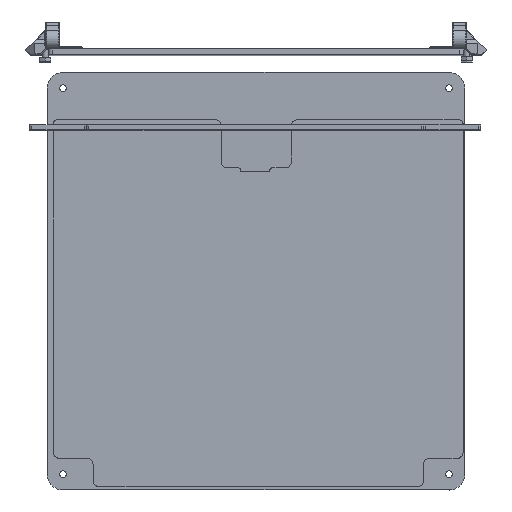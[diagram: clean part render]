
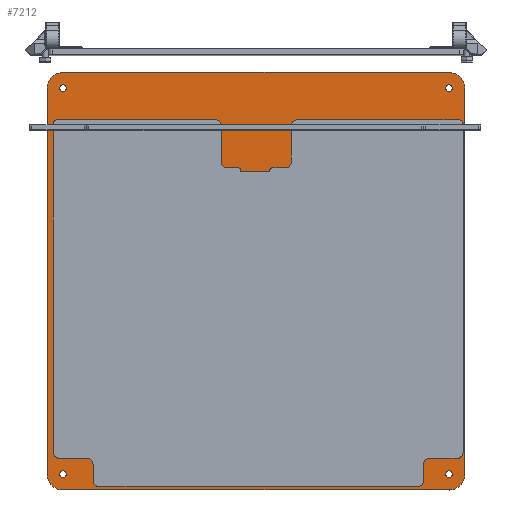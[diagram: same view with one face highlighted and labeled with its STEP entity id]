
A CAD part, top view. The second image highlights one B-rep face of the part: STEP entity #7212.
In plain terms, the highlighted planar face has unit normal (0, 0, 1).
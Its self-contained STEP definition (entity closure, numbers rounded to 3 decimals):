
#336=FACE_BOUND('',#1410,.T.);
#337=FACE_BOUND('',#1411,.T.);
#338=FACE_BOUND('',#1412,.T.);
#339=FACE_BOUND('',#1413,.T.);
#592=PLANE('',#8004);
#973=FACE_OUTER_BOUND('',#1409,.T.);
#1409=EDGE_LOOP('',(#6554,#6555,#6556,#6557,#6558,#6559,#6560,#6561));
#1410=EDGE_LOOP('',(#6562));
#1411=EDGE_LOOP('',(#6563));
#1412=EDGE_LOOP('',(#6564));
#1413=EDGE_LOOP('',(#6565));
#2117=LINE('',#12745,#2850);
#2118=LINE('',#12749,#2851);
#2119=LINE('',#12753,#2852);
#2120=LINE('',#12756,#2853);
#2850=VECTOR('',#9918,1000.);
#2851=VECTOR('',#9921,1000.);
#2852=VECTOR('',#9924,1000.);
#2853=VECTOR('',#9927,1000.);
#3081=CIRCLE('',#7989,1.7);
#3083=CIRCLE('',#7992,1.7);
#3085=CIRCLE('',#7995,1.7);
#3087=CIRCLE('',#7998,1.7);
#3092=CIRCLE('',#8005,8.);
#3093=CIRCLE('',#8006,8.);
#3094=CIRCLE('',#8007,8.);
#3095=CIRCLE('',#8008,8.);
#3680=VERTEX_POINT('',#12702);
#3682=VERTEX_POINT('',#12708);
#3684=VERTEX_POINT('',#12714);
#3686=VERTEX_POINT('',#12720);
#3695=VERTEX_POINT('',#12741);
#3696=VERTEX_POINT('',#12742);
#3697=VERTEX_POINT('',#12744);
#3698=VERTEX_POINT('',#12746);
#3699=VERTEX_POINT('',#12748);
#3700=VERTEX_POINT('',#12750);
#3701=VERTEX_POINT('',#12752);
#3702=VERTEX_POINT('',#12754);
#4644=EDGE_CURVE('',#3680,#3680,#3081,.T.);
#4647=EDGE_CURVE('',#3682,#3682,#3083,.T.);
#4650=EDGE_CURVE('',#3684,#3684,#3085,.T.);
#4653=EDGE_CURVE('',#3686,#3686,#3087,.T.);
#4662=EDGE_CURVE('',#3695,#3696,#3092,.T.);
#4663=EDGE_CURVE('',#3697,#3695,#2117,.T.);
#4664=EDGE_CURVE('',#3698,#3697,#3093,.T.);
#4665=EDGE_CURVE('',#3699,#3698,#2118,.T.);
#4666=EDGE_CURVE('',#3700,#3699,#3094,.T.);
#4667=EDGE_CURVE('',#3701,#3700,#2119,.T.);
#4668=EDGE_CURVE('',#3702,#3701,#3095,.T.);
#4669=EDGE_CURVE('',#3696,#3702,#2120,.T.);
#6554=ORIENTED_EDGE('',*,*,#4662,.F.);
#6555=ORIENTED_EDGE('',*,*,#4663,.F.);
#6556=ORIENTED_EDGE('',*,*,#4664,.F.);
#6557=ORIENTED_EDGE('',*,*,#4665,.F.);
#6558=ORIENTED_EDGE('',*,*,#4666,.F.);
#6559=ORIENTED_EDGE('',*,*,#4667,.F.);
#6560=ORIENTED_EDGE('',*,*,#4668,.F.);
#6561=ORIENTED_EDGE('',*,*,#4669,.F.);
#6562=ORIENTED_EDGE('',*,*,#4650,.T.);
#6563=ORIENTED_EDGE('',*,*,#4644,.T.);
#6564=ORIENTED_EDGE('',*,*,#4647,.T.);
#6565=ORIENTED_EDGE('',*,*,#4653,.T.);
#7212=ADVANCED_FACE('',(#973,#336,#337,#338,#339),#592,.T.);
#7989=AXIS2_PLACEMENT_3D('',#12704,#9877,#9878);
#7992=AXIS2_PLACEMENT_3D('',#12710,#9884,#9885);
#7995=AXIS2_PLACEMENT_3D('',#12716,#9891,#9892);
#7998=AXIS2_PLACEMENT_3D('',#12722,#9898,#9899);
#8004=AXIS2_PLACEMENT_3D('',#12740,#9914,#9915);
#8005=AXIS2_PLACEMENT_3D('',#12743,#9916,#9917);
#8006=AXIS2_PLACEMENT_3D('',#12747,#9919,#9920);
#8007=AXIS2_PLACEMENT_3D('',#12751,#9922,#9923);
#8008=AXIS2_PLACEMENT_3D('',#12755,#9925,#9926);
#9877=DIRECTION('center_axis',(0.,0.,
-1.));
#9878=DIRECTION('ref_axis',(0.,1.,0.));
#9884=DIRECTION('center_axis',(0.,0.,
-1.));
#9885=DIRECTION('ref_axis',(0.,1.,0.));
#9891=DIRECTION('center_axis',(0.,0.,
-1.));
#9892=DIRECTION('ref_axis',(0.,1.,0.));
#9898=DIRECTION('center_axis',(0.,0.,
-1.));
#9899=DIRECTION('ref_axis',(0.,1.,0.));
#9914=DIRECTION('center_axis',(0.,0.,
1.));
#9915=DIRECTION('ref_axis',(0.,-1.,0.));
#9916=DIRECTION('center_axis',(0.,0.,
-1.));
#9917=DIRECTION('ref_axis',(0.,-1.,0.));
#9918=DIRECTION('',(0.,1.,0.));
#9919=DIRECTION('center_axis',(0.,0.,
-1.));
#9920=DIRECTION('ref_axis',(0.,1.,0.));
#9921=DIRECTION('',(-1.,0.,0.));
#9922=DIRECTION('center_axis',(0.,0.,
-1.));
#9923=DIRECTION('ref_axis',(0.,-1.,0.));
#9924=DIRECTION('',(0.,-1.,0.));
#9925=DIRECTION('center_axis',(0.,0.,
-1.));
#9926=DIRECTION('ref_axis',(0.,-1.,0.));
#9927=DIRECTION('',(1.,0.,0.));
#12702=CARTESIAN_POINT('',(257.312,-56.705,-118.941));
#12704=CARTESIAN_POINT('Origin',(257.312,-58.405,-118.941));
#12708=CARTESIAN_POINT('',(60.45,-56.705,-118.941));
#12710=CARTESIAN_POINT('Origin',(60.45,-58.405,-118.941));
#12714=CARTESIAN_POINT('',(60.45,-253.613,-118.941));
#12716=CARTESIAN_POINT('Origin',(60.45,-255.313,-118.941));
#12720=CARTESIAN_POINT('',(257.35,-253.613,-118.941));
#12722=CARTESIAN_POINT('Origin',(257.35,-255.313,-118.941));
#12740=CARTESIAN_POINT('Origin',(60.4,-58.362,-118.941));
#12741=CARTESIAN_POINT('',(52.4,-58.362,-118.941));
#12742=CARTESIAN_POINT('',(60.4,-50.362,-118.941));
#12743=CARTESIAN_POINT('Origin',(60.4,-58.362,-118.941));
#12744=CARTESIAN_POINT('',(52.4,-255.362,-118.941));
#12745=CARTESIAN_POINT('',(52.4,-255.362,-118.941));
#12746=CARTESIAN_POINT('',(60.4,-263.362,-118.941));
#12747=CARTESIAN_POINT('Origin',(60.4,-255.362,-118.941));
#12748=CARTESIAN_POINT('',(257.393,-263.362,-118.941));
#12749=CARTESIAN_POINT('',(257.393,-263.362,-118.941));
#12750=CARTESIAN_POINT('',(265.393,-255.362,-118.941));
#12751=CARTESIAN_POINT('Origin',(257.393,-255.362,-118.941));
#12752=CARTESIAN_POINT('',(265.393,-58.362,-118.941));
#12753=CARTESIAN_POINT('',(265.393,-255.362,-118.941));
#12754=CARTESIAN_POINT('',(257.393,-50.362,-118.941));
#12755=CARTESIAN_POINT('Origin',(257.393,-58.362,-118.941));
#12756=CARTESIAN_POINT('',(257.393,-50.362,-118.941));
